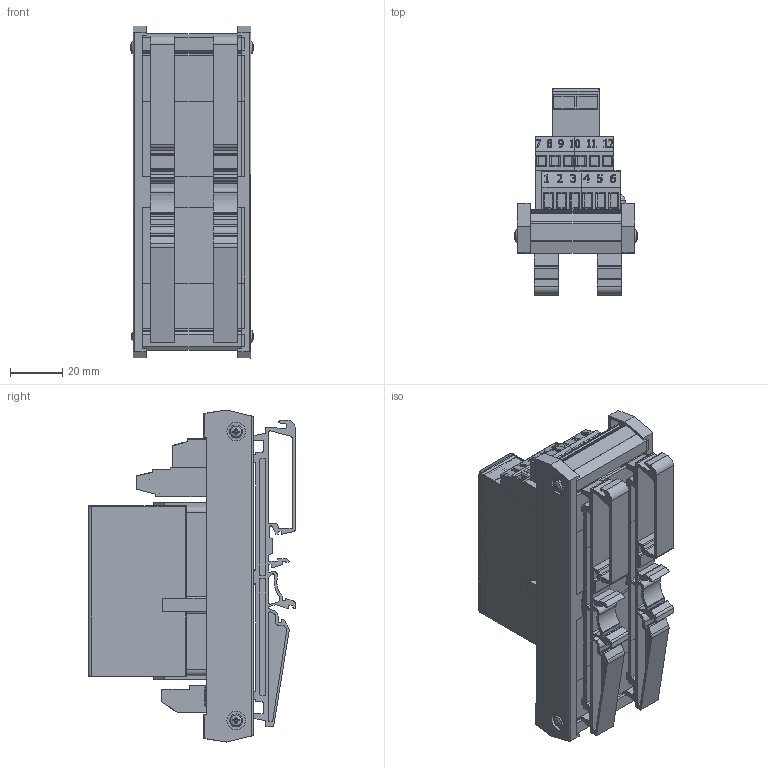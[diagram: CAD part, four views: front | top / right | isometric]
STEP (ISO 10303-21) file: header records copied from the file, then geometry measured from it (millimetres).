
FILE_DESCRIPTION((''),'2;1');
FILE_NAME('6Pole10Amp_1Channel.stp','2015-07-08T16:15:30',('CAD Station'),(''),'Autodesk Inventor 2013','Autodesk Inventor 2013','');
FILE_SCHEMA(('CONFIG_CONTROL_DESIGN'));
Length unit declared in the file: millimetre
Products named in the file (20): 6Pole10AmpAssy; 4Pole_10Amp_1ChannelBoard; 3 GREEN updated; 1-6; 7-12; Red_Bulb; 2 hole green; PosNegLabel; Case_Part_6_POLE_120_1Channel; Base_Leg_120; Base_Side_120; BS EN ISO 7045 Z - Metric M2.5 x 10 - 4.8 - Z; Resistor1Assy; resistor body; resistor leg; BlackResAssy; Mini_Black_Resistor; 6P10ARelayAssy; Relay6P10A; RelayHolder_6P10A
Assembly tree (29 placements, depth 3):
  6Pole10AmpAssy
    4Pole_10Amp_1ChannelBoard
    3 GREEN updated  x2
    1-6
    7-12
    Red_Bulb
    2 hole green
    PosNegLabel
    Case_Part_6_POLE_120_1Channel
    Base_Leg_120  x2
    Base_Side_120  x2
    BS EN ISO 7045 Z - Metric M2.5 x 10 - 4.8 - Z  x4
    Resistor1Assy
      resistor body
      resistor leg  x2
    BlackResAssy  x2
      Mini_Black_Resistor
      resistor leg
    6P10ARelayAssy
      Relay6P10A
      RelayHolder_6P10A
Bounding box: 47.12 x 79.41 x 126.98 mm (x, y, z)
Volume: 83665.1 mm3; surface area: 103574.1 mm2
Topology: 28 solids, 30 shells, 1984 faces, 5410 edges, 3654 vertices
Faces by surface type: plane 1300, cylinder 362, bspline 204, cone 76, torus 26, sphere 16
Full cylindrical faces by diameter (mm): 0.5 x12, 1 x12, 2.256 x4, 2.5 x18, 2.51 x2, 3 x3, 3.2 x4, 3.75 x3, 4 x12, 6 x1, 7 x4, 9 x4, 14.375 x1
Entity records: 48289 total; most frequent: CARTESIAN_POINT 11311, ORIENTED_EDGE 7636, DIRECTION 6496, EDGE_CURVE 3832, VECTOR 2956, LINE 2956, VERTEX_POINT 2572, AXIS2_PLACEMENT_3D 1770
